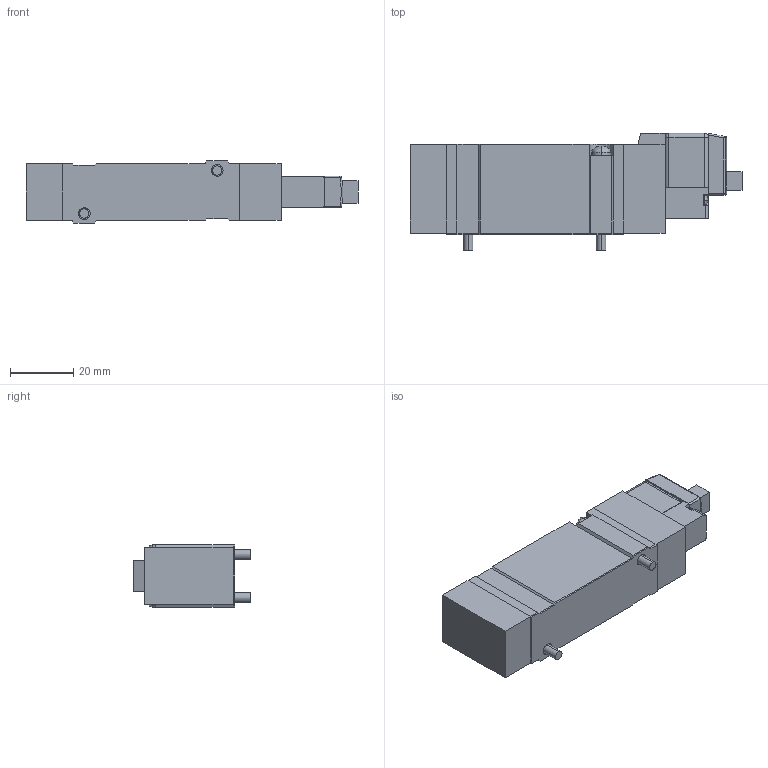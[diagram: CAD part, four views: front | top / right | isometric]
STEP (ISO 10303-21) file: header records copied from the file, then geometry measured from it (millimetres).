
FILE_DESCRIPTION (( 'STEP AP214' ), '1' );
FILE_NAME ('SY7140-5LOU.step.step', '2013-07-22T17:40:57', ( 'Windows User' ), ( '' ), 'SwSTEP 2.0', 'SolidWorks 2013', '' );
FILE_SCHEMA (( 'AUTOMOTIVE_DESIGN' ));
Length unit declared in the file: millimetre
Products named in the file (8): SY7140-5LOU.step_SY71804BLOCK_40; SY7140-5LOU.step_V100_V111-5LO; SY7140-5LOU.step_SY71804operend_SingleB; SY7140-5LOU.step_V100_1; SY7140-5LOU.step; SY7140-5LOU.step_V100 Cover_L; SY7140-5LOU.step_SY71804operend_SingleA; SY7140-5LOU.step_MAN-OP_Blue_P
Assembly tree (7 placements, depth 3):
  SY7140-5LOU.step
    SY7140-5LOU.step_SY71804BLOCK_40
    SY7140-5LOU.step_SY71804operend_SingleB
    SY7140-5LOU.step_SY71804operend_SingleA
    SY7140-5LOU.step_MAN-OP_Blue_P
    SY7140-5LOU.step_V100_V111-5LO
      SY7140-5LOU.step_V100_1
      SY7140-5LOU.step_V100 Cover_L
Bounding box: 104.9 x 37 x 19.8 mm (x, y, z)
Volume: 45989.1 mm3; surface area: 17185.1 mm2
Topology: 8 solids, 8 shells, 241 faces, 579 edges, 362 vertices
Faces by surface type: plane 143, cylinder 63, bspline 18, cone 8, sphere 8, torus 1
Entity records: 9081 total; most frequent: CARTESIAN_POINT 1913, DIRECTION 1138, ORIENTED_EDGE 1126, EDGE_CURVE 563, LINE 396, VECTOR 396, AXIS2_PLACEMENT_3D 371, VERTEX_POINT 362
